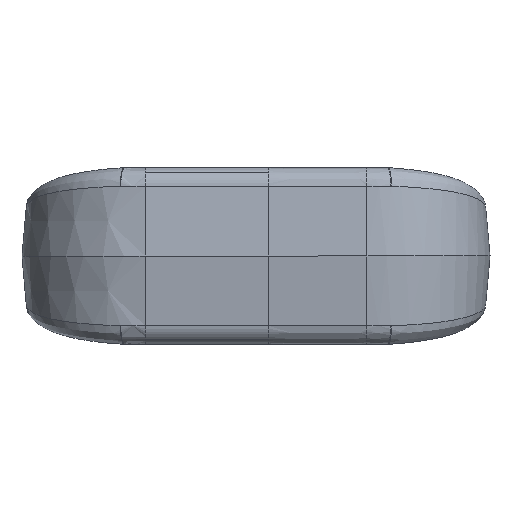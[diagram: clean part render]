
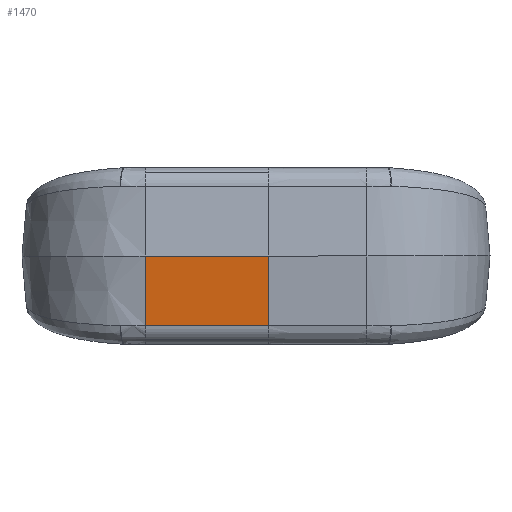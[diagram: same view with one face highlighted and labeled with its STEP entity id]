
A CAD part, front view. The second image highlights one B-rep face of the part: STEP entity #1470.
In plain terms, the highlighted planar face has unit normal (0, -0.996, -0.087).
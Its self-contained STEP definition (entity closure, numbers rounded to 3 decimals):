
#1470=ADVANCED_FACE('',(#2987),#2988,.T.);
#2987=FACE_OUTER_BOUND('',#18249,.T.);
#2988=PLANE('',#18250);
#18249=EDGE_LOOP('',(#23543,#23544,#23545,#23546));
#18250=AXIS2_PLACEMENT_3D('',#23547,#23548,#23549);
#23543=ORIENTED_EDGE('',*,*,#25596,.F.);
#23544=ORIENTED_EDGE('',*,*,#25665,.F.);
#23545=ORIENTED_EDGE('',*,*,#25652,.T.);
#23546=ORIENTED_EDGE('',*,*,#24862,.T.);
#23547=CARTESIAN_POINT('',(0.0,-47.25,0.));
#23548=DIRECTION('',(0.,-0.996,-0.087));
#23549=DIRECTION('',(0.0,0.087,-0.996));
#24862=EDGE_CURVE('',#27091,#27089,#27092,.T.);
#25596=EDGE_CURVE('',#28191,#27089,#28193,.F.);
#25652=EDGE_CURVE('',#27017,#27091,#28259,.F.);
#25665=EDGE_CURVE('',#27017,#28191,#28273,.F.);
#27017=VERTEX_POINT('',#34856);
#27089=VERTEX_POINT('',#35117);
#27091=VERTEX_POINT('',#35119);
#27092=LINE('',#35120,#35121);
#28191=VERTEX_POINT('',#39015);
#28193=LINE('',#39027,#39028);
#28259=LINE('',#39416,#39417);
#28273=LINE('',#39436,#39437);
#34856=CARTESIAN_POINT('',(-16.7,-47.25,0.));
#35117=CARTESIAN_POINT('',(0.,-46.424,-9.444));
#35119=CARTESIAN_POINT('',(-16.7,-46.424,-9.444));
#35120=CARTESIAN_POINT('',(-16.7,-46.424,-9.444));
#35121=VECTOR('',#41076,16.7);
#39015=CARTESIAN_POINT('',(0.0,-47.25,0.));
#39027=CARTESIAN_POINT('',(0.,-46.424,-9.444));
#39028=VECTOR('',#41727,9.48);
#39416=CARTESIAN_POINT('',(-16.7,-46.424,-9.444));
#39417=VECTOR('',#41760,9.48);
#39436=CARTESIAN_POINT('',(0.0,-47.25,0.));
#39437=VECTOR('',#41769,16.7);
#41076=DIRECTION('',(1.0,0.,0.));
#41727=DIRECTION('',(0.,-0.087,0.996));
#41760=DIRECTION('',(0.0,-0.087,0.996));
#41769=DIRECTION('',(-1.0,0.0,0.));
